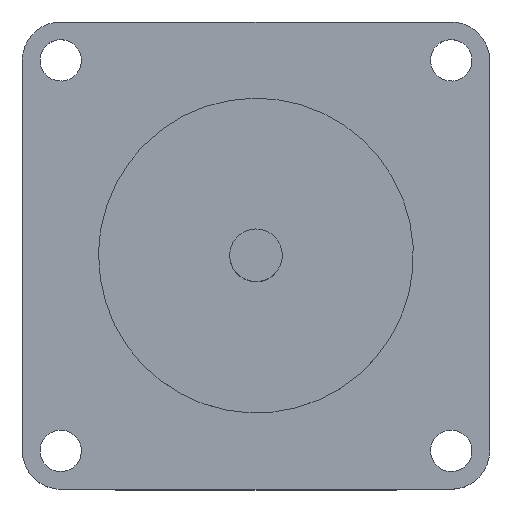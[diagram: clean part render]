
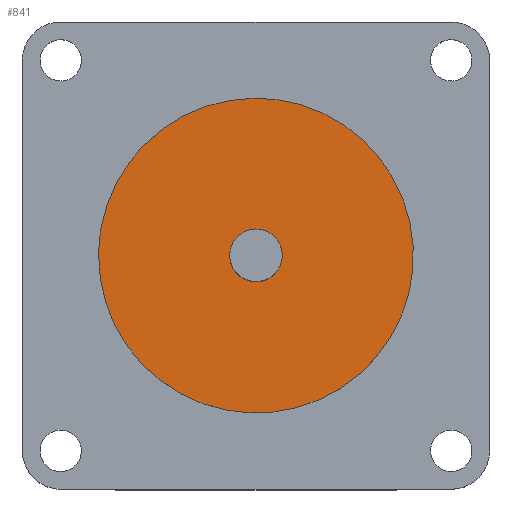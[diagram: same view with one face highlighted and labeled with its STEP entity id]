
A CAD part, top view. The second image highlights one B-rep face of the part: STEP entity #841.
In plain terms, the highlighted planar face has unit normal (0, 0, 1).
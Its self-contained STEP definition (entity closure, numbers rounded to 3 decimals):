
#13=FACE_BOUND('',#146,.T.);
#33=B_SPLINE_CURVE_WITH_KNOTS('',5,(#1429,#1430,#1431,#1432,#1433,#1434,
#1435,#1436,#1437,#1438,#1439,#1440,#1441,#1442,#1443,#1444,#1445,#1446,
#1447,#1448,#1449,#1450,#1451,#1452,#1453,#1454,#1455),.UNSPECIFIED.,.T.,
 .F.,(6,3,3,3,3,3,3,3,6),(-6.283,-5.498,-4.712,-3.927,
-3.142,-2.356,-1.571,-0.785,0.),
 .UNSPECIFIED.);
#34=B_SPLINE_CURVE_WITH_KNOTS('',5,(#1457,#1458,#1459,#1460,#1461,#1462,
#1463,#1464,#1465,#1466,#1467,#1468,#1469,#1470,#1471),.UNSPECIFIED.,.T.,
 .F.,(6,3,3,3,6),(-6.283,-4.712,-3.142,-1.571,
0.),.UNSPECIFIED.);
#67=PLANE('',#904);
#101=FACE_OUTER_BOUND('',#145,.T.);
#145=EDGE_LOOP('',(#663));
#146=EDGE_LOOP('',(#664));
#377=VERTEX_POINT('',#1428);
#378=VERTEX_POINT('',#1456);
#477=EDGE_CURVE('',#377,#377,#33,.T.);
#478=EDGE_CURVE('',#378,#378,#34,.T.);
#663=ORIENTED_EDGE('',*,*,#477,.T.);
#664=ORIENTED_EDGE('',*,*,#478,.F.);
#841=ADVANCED_FACE('',(#101,#13),#67,.T.);
#904=AXIS2_PLACEMENT_3D('',#1427,#1022,#1023);
#1022=DIRECTION('center_axis',(0.,0.,1.));
#1023=DIRECTION('ref_axis',(1.,0.,0.));
#1427=CARTESIAN_POINT('Origin',(0.,-19.,1.6));
#1428=CARTESIAN_POINT('',(-19.,0.,1.6));
#1429=CARTESIAN_POINT('Ctrl Pts',(-19.,0.,1.6));
#1430=CARTESIAN_POINT('Ctrl Pts',(-19.,-2.984,1.6));
#1431=CARTESIAN_POINT('Ctrl Pts',(-18.414,-5.969,1.6));
#1432=CARTESIAN_POINT('Ctrl Pts',(-17.241,-8.8,1.6));
#1433=CARTESIAN_POINT('Ctrl Pts',(-13.849,-13.849,1.6));
#1434=CARTESIAN_POINT('Ctrl Pts',(-8.8,-17.242,1.6));
#1435=CARTESIAN_POINT('Ctrl Pts',(-5.969,-18.414,1.6));
#1436=CARTESIAN_POINT('Ctrl Pts',(0.,-19.586,1.6));
#1437=CARTESIAN_POINT('Ctrl Pts',(5.969,-18.414,1.6));
#1438=CARTESIAN_POINT('Ctrl Pts',(8.8,-17.242,1.6));
#1439=CARTESIAN_POINT('Ctrl Pts',(13.849,-13.849,1.6));
#1440=CARTESIAN_POINT('Ctrl Pts',(17.242,-8.8,1.6));
#1441=CARTESIAN_POINT('Ctrl Pts',(18.414,-5.969,1.6));
#1442=CARTESIAN_POINT('Ctrl Pts',(19.586,0.,1.6));
#1443=CARTESIAN_POINT('Ctrl Pts',(18.414,5.969,1.6));
#1444=CARTESIAN_POINT('Ctrl Pts',(17.242,8.8,1.6));
#1445=CARTESIAN_POINT('Ctrl Pts',(13.849,13.849,1.6));
#1446=CARTESIAN_POINT('Ctrl Pts',(8.8,17.242,1.6));
#1447=CARTESIAN_POINT('Ctrl Pts',(5.969,18.414,1.6));
#1448=CARTESIAN_POINT('Ctrl Pts',(0.,19.586,1.6));
#1449=CARTESIAN_POINT('Ctrl Pts',(-5.969,18.414,1.6));
#1450=CARTESIAN_POINT('Ctrl Pts',(-8.8,17.242,1.6));
#1451=CARTESIAN_POINT('Ctrl Pts',(-13.849,13.849,1.6));
#1452=CARTESIAN_POINT('Ctrl Pts',(-17.241,8.8,1.6));
#1453=CARTESIAN_POINT('Ctrl Pts',(-18.414,5.969,1.6));
#1454=CARTESIAN_POINT('Ctrl Pts',(-19.,2.984,1.6));
#1455=CARTESIAN_POINT('Ctrl Pts',(-19.,0.,1.6));
#1456=CARTESIAN_POINT('',(-3.175,0.,1.6));
#1457=CARTESIAN_POINT('Ctrl Pts',(-3.175,0.,1.6));
#1458=CARTESIAN_POINT('Ctrl Pts',(-3.175,-0.997,1.6));
#1459=CARTESIAN_POINT('Ctrl Pts',(-2.785,-1.996,1.6));
#1460=CARTESIAN_POINT('Ctrl Pts',(-1.995,-2.784,1.6));
#1461=CARTESIAN_POINT('Ctrl Pts',(0.,-3.566,1.6));
#1462=CARTESIAN_POINT('Ctrl Pts',(1.995,-2.785,1.6));
#1463=CARTESIAN_POINT('Ctrl Pts',(2.785,-1.995,1.6));
#1464=CARTESIAN_POINT('Ctrl Pts',(3.565,0.,1.6));
#1465=CARTESIAN_POINT('Ctrl Pts',(2.785,1.995,1.6));
#1466=CARTESIAN_POINT('Ctrl Pts',(1.995,2.785,1.6));
#1467=CARTESIAN_POINT('Ctrl Pts',(0.,3.566,1.6));
#1468=CARTESIAN_POINT('Ctrl Pts',(-1.995,2.784,1.6));
#1469=CARTESIAN_POINT('Ctrl Pts',(-2.785,1.996,1.6));
#1470=CARTESIAN_POINT('Ctrl Pts',(-3.175,0.997,1.6));
#1471=CARTESIAN_POINT('Ctrl Pts',(-3.175,0.,1.6));
